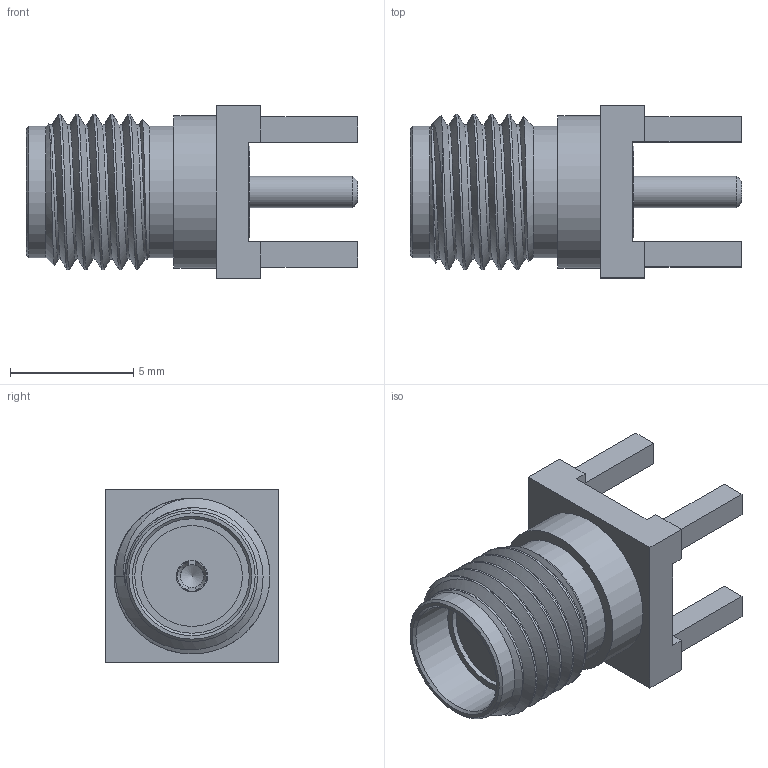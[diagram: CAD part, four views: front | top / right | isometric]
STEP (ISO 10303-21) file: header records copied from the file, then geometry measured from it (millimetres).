
FILE_DESCRIPTION( ( 'STEP AP214' ), '1' );
FILE_NAME( 'psolqas_12716_754.stp', '2020-09-22T23:16:39', ( 'License CC BY-ND 4.0' ), ( 'CADENAS' ), ' ', 'PARTsolutions', ' ' );
FILE_SCHEMA( ( 'AUTOMOTIVE_DESIGN { 1 0 10303 214 1 1 1 1 }' ) );
Length unit declared in the file: metre
Products named in the file (1): 1
Bounding box: 13.47 x 7 x 7 mm (x, y, z)
Volume: 257.2 mm3; surface area: 460.4 mm2
Topology: 1 solids, 1 shells, 69 faces, 196 edges, 135 vertices
Faces by surface type: plane 44, cone 10, cylinder 9, bspline 6
Full cylindrical faces by diameter (mm): 0.95 x1, 1.27 x2, 4.1 x1, 4.65 x1, 5.33 x2, 6.2 x1
Entity records: 4276 total; most frequent: CARTESIAN_POINT 2653, ORIENTED_EDGE 340, DIRECTION 288, EDGE_CURVE 170, VERTEX_POINT 126, LINE 100, VECTOR 100, AXIS2_PLACEMENT_3D 94
